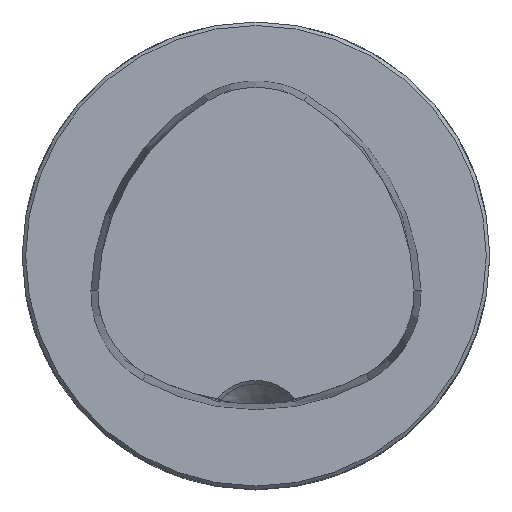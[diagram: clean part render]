
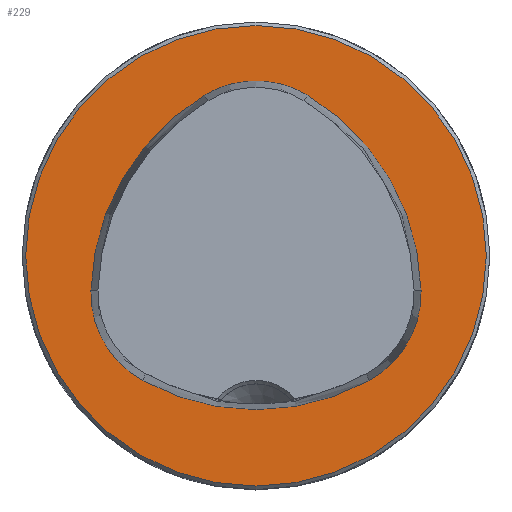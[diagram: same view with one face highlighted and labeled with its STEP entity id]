
A CAD part, top view. The second image highlights one B-rep face of the part: STEP entity #229.
In plain terms, the highlighted planar face has unit normal (0, 0, 1).
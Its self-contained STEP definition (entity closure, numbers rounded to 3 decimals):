
#40=PLANE('',#2210);
#229=ADVANCED_FACE('CU_FL_N1_SU_1',(#683,#684),#40,.T.);
#683=FACE_BOUND('',#740,.T.);
#684=FACE_BOUND('',#741,.T.);
#740=EDGE_LOOP('',(#944,#945,#946,#947,#948,#949));
#741=EDGE_LOOP('',(#950));
#944=ORIENTED_EDGE('',*,*,#1755,.F.);
#945=ORIENTED_EDGE('',*,*,#1756,.F.);
#946=ORIENTED_EDGE('',*,*,#1757,.F.);
#947=ORIENTED_EDGE('',*,*,#1758,.F.);
#948=ORIENTED_EDGE('',*,*,#1751,.F.);
#949=ORIENTED_EDGE('',*,*,#1759,.F.);
#950=ORIENTED_EDGE('',*,*,#1760,.T.);
#1551=VERTEX_POINT('',#3481);
#1552=VERTEX_POINT('',#3483);
#1555=VERTEX_POINT('',#3492);
#1556=VERTEX_POINT('',#3493);
#1557=VERTEX_POINT('',#3495);
#1558=VERTEX_POINT('',#3497);
#1559=VERTEX_POINT('',#3501);
#1751=EDGE_CURVE('',#1551,#1552,#2019,.T.);
#1755=EDGE_CURVE('',#1555,#1556,#2022,.T.);
#1756=EDGE_CURVE('',#1557,#1555,#2023,.T.);
#1757=EDGE_CURVE('',#1558,#1557,#2024,.T.);
#1758=EDGE_CURVE('',#1552,#1558,#2025,.T.);
#1759=EDGE_CURVE('',#1556,#1551,#2026,.T.);
#1760=EDGE_CURVE('',#1559,#1559,#2027,.T.);
#2019=CIRCLE('',#2199,20.063);
#2022=CIRCLE('',#2204,20.063);
#2023=CIRCLE('',#2205,8.563);
#2024=CIRCLE('',#2206,20.063);
#2025=CIRCLE('',#2207,8.563);
#2026=CIRCLE('',#2208,8.563);
#2027=CIRCLE('',#2209,19.7);
#2199=AXIS2_PLACEMENT_3D('',#3482,#2514,#2515);
#2204=AXIS2_PLACEMENT_3D('',#3491,#2525,#2526);
#2205=AXIS2_PLACEMENT_3D('',#3494,#2527,#2528);
#2206=AXIS2_PLACEMENT_3D('',#3496,#2529,#2530);
#2207=AXIS2_PLACEMENT_3D('',#3498,#2531,#2532);
#2208=AXIS2_PLACEMENT_3D('',#3499,#2533,#2534);
#2209=AXIS2_PLACEMENT_3D('',#3500,#2535,#2536);
#2210=AXIS2_PLACEMENT_3D('',#3502,#2537,#2538);
#2514=DIRECTION('',(0.,0.,1.));
#2515=DIRECTION('',(1.,0.,0.));
#2525=DIRECTION('',(0.,0.,1.));
#2526=DIRECTION('',(1.,0.,0.));
#2527=DIRECTION('',(0.,0.,1.));
#2528=DIRECTION('',(1.,0.,0.));
#2529=DIRECTION('',(0.,0.,1.));
#2530=DIRECTION('',(1.,0.,0.));
#2531=DIRECTION('',(0.,0.,1.));
#2532=DIRECTION('',(1.,0.,0.));
#2533=DIRECTION('',(0.,0.,1.));
#2534=DIRECTION('',(1.,0.,0.));
#2535=DIRECTION('',(0.,0.,1.));
#2536=DIRECTION('',(1.,0.,0.));
#2537=DIRECTION('',(0.,0.,1.));
#2538=DIRECTION('',(1.,0.,0.));
#3481=CARTESIAN_POINT('',(-9.704,-10.66,0.));
#3482=CARTESIAN_POINT('',(0.,6.9,0.));
#3483=CARTESIAN_POINT('',(9.704,-10.66,0.));
#3491=CARTESIAN_POINT('',(5.934,-3.451,0.));
#3492=CARTESIAN_POINT('',(-4.418,13.735,0.));
#3493=CARTESIAN_POINT('',(-14.123,-2.953,0.));
#3494=CARTESIAN_POINT('',(0.,6.4,0.));
#3495=CARTESIAN_POINT('',(4.418,13.735,0.));
#3496=CARTESIAN_POINT('',(-5.934,-3.451,0.));
#3497=CARTESIAN_POINT('',(14.123,-2.953,0.));
#3498=CARTESIAN_POINT('',(5.562,-3.165,0.));
#3499=CARTESIAN_POINT('',(-5.562,-3.165,0.));
#3500=CARTESIAN_POINT('',(0.,0.,0.));
#3501=CARTESIAN_POINT('',(19.7,0.,0.));
#3502=CARTESIAN_POINT('',(0.,0.,0.));
